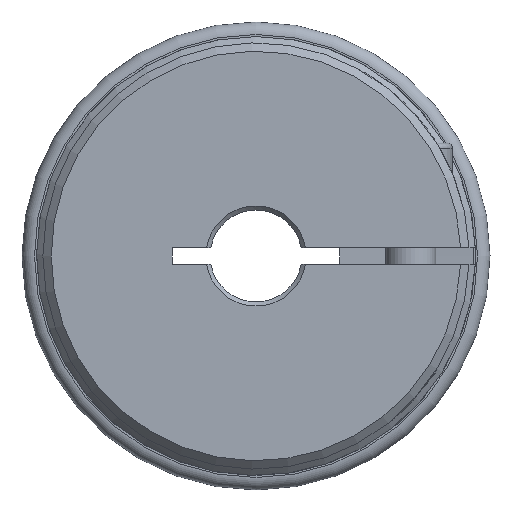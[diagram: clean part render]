
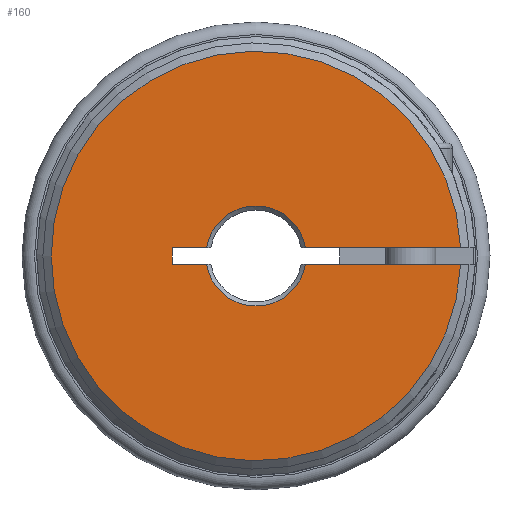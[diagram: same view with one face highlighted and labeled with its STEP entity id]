
A CAD part, left-side view. The second image highlights one B-rep face of the part: STEP entity #160.
In plain terms, the highlighted planar face has unit normal (-1, 0, 0).
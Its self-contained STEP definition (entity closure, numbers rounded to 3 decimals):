
#160 = ADVANCED_FACE( '', ( #421 ), #422, .T. );
#421 = FACE_OUTER_BOUND( '', #826, .T. );
#422 = PLANE( '', #827 );
#826 = EDGE_LOOP( '', ( #1280, #1281, #1282, #1283, #1284, #1285, #1286, #1287 ) );
#827 = AXIS2_PLACEMENT_3D( '', #1288, #1289, #1290 );
#1280 = ORIENTED_EDGE( '', *, *, #2137, .F. );
#1281 = ORIENTED_EDGE( '', *, *, #2138, .T. );
#1282 = ORIENTED_EDGE( '', *, *, #2139, .F. );
#1283 = ORIENTED_EDGE( '', *, *, #2140, .F. );
#1284 = ORIENTED_EDGE( '', *, *, #2141, .F. );
#1285 = ORIENTED_EDGE( '', *, *, #2142, .T. );
#1286 = ORIENTED_EDGE( '', *, *, #2143, .F. );
#1287 = ORIENTED_EDGE( '', *, *, #2144, .F. );
#1288 = CARTESIAN_POINT( '', ( -15.5, 0., 5. ) );
#1289 = DIRECTION( '', ( -1., 0., 0. ) );
#1290 = DIRECTION( '', ( 0., 1., 0. ) );
#2137 = EDGE_CURVE( '', #2513, #2514, #2515, .T. );
#2138 = EDGE_CURVE( '', #2513, #2516, #2517, .T. );
#2139 = EDGE_CURVE( '', #2518, #2516, #2519, .T. );
#2140 = EDGE_CURVE( '', #2520, #2518, #2521, .T. );
#2141 = EDGE_CURVE( '', #2522, #2520, #2523, .T. );
#2142 = EDGE_CURVE( '', #2522, #2524, #2525, .T. );
#2143 = EDGE_CURVE( '', #2526, #2524, #2527, .T. );
#2144 = EDGE_CURVE( '', #2514, #2526, #2528, .T. );
#2513 = VERTEX_POINT( '', #3026 );
#2514 = VERTEX_POINT( '', #3027 );
#2515 = LINE( '', #3028, #3029 );
#2516 = VERTEX_POINT( '', #3030 );
#2517 = CIRCLE( '', #3031, 6. );
#2518 = VERTEX_POINT( '', #3032 );
#2519 = LINE( '', #3033, #3034 );
#2520 = VERTEX_POINT( '', #3035 );
#2521 = LINE( '', #3036, #3037 );
#2522 = VERTEX_POINT( '', #3038 );
#2523 = LINE( '', #3039, #3040 );
#2524 = VERTEX_POINT( '', #3041 );
#2525 = CIRCLE( '', #3042, 6. );
#2526 = VERTEX_POINT( '', #3043 );
#2527 = LINE( '', #3044, #3045 );
#2528 = CIRCLE( '', #3046, 24.5 );
#3026 = CARTESIAN_POINT( '', ( -15.5, -5.916, -1. ) );
#3027 = CARTESIAN_POINT( '', ( -15.5, -24.48, -1. ) );
#3028 = CARTESIAN_POINT( '', ( -15.5, 0., -1. ) );
#3029 = VECTOR( '', #3889, 1000. );
#3030 = CARTESIAN_POINT( '', ( -15.5, 5.916, -1. ) );
#3031 = AXIS2_PLACEMENT_3D( '', #3890, #3891, #3892 );
#3032 = CARTESIAN_POINT( '', ( -15.5, 10., -1. ) );
#3033 = CARTESIAN_POINT( '', ( -15.5, 0., -1. ) );
#3034 = VECTOR( '', #3893, 1000. );
#3035 = CARTESIAN_POINT( '', ( -15.5, 10., 1. ) );
#3036 = CARTESIAN_POINT( '', ( -15.5, 10., 5. ) );
#3037 = VECTOR( '', #3894, 1000. );
#3038 = CARTESIAN_POINT( '', ( -15.5, 5.916, 1. ) );
#3039 = CARTESIAN_POINT( '', ( -15.5, 0., 1. ) );
#3040 = VECTOR( '', #3895, 1000. );
#3041 = CARTESIAN_POINT( '', ( -15.5, -5.916, 1. ) );
#3042 = AXIS2_PLACEMENT_3D( '', #3896, #3897, #3898 );
#3043 = CARTESIAN_POINT( '', ( -15.5, -24.48, 1. ) );
#3044 = CARTESIAN_POINT( '', ( -15.5, 0., 1. ) );
#3045 = VECTOR( '', #3899, 1000. );
#3046 = AXIS2_PLACEMENT_3D( '', #3900, #3901, #3902 );
#3889 = DIRECTION( '', ( 0., -1., 0. ) );
#3890 = CARTESIAN_POINT( '', ( -15.5, 0., 0. ) );
#3891 = DIRECTION( '', ( 1., 0., 0. ) );
#3892 = DIRECTION( '', ( 0., -1., 0. ) );
#3893 = DIRECTION( '', ( 0., -1., 0. ) );
#3894 = DIRECTION( '', ( 0., 0., -1. ) );
#3895 = DIRECTION( '', ( 0., 1., 0. ) );
#3896 = CARTESIAN_POINT( '', ( -15.5, 0., 0. ) );
#3897 = DIRECTION( '', ( 1., 0., 0. ) );
#3898 = DIRECTION( '', ( 0., -1., 0. ) );
#3899 = DIRECTION( '', ( 0., 1., 0. ) );
#3900 = CARTESIAN_POINT( '', ( -15.5, 0., 0. ) );
#3901 = DIRECTION( '', ( 1., 0., 0. ) );
#3902 = DIRECTION( '', ( 0., 0., 1. ) );
